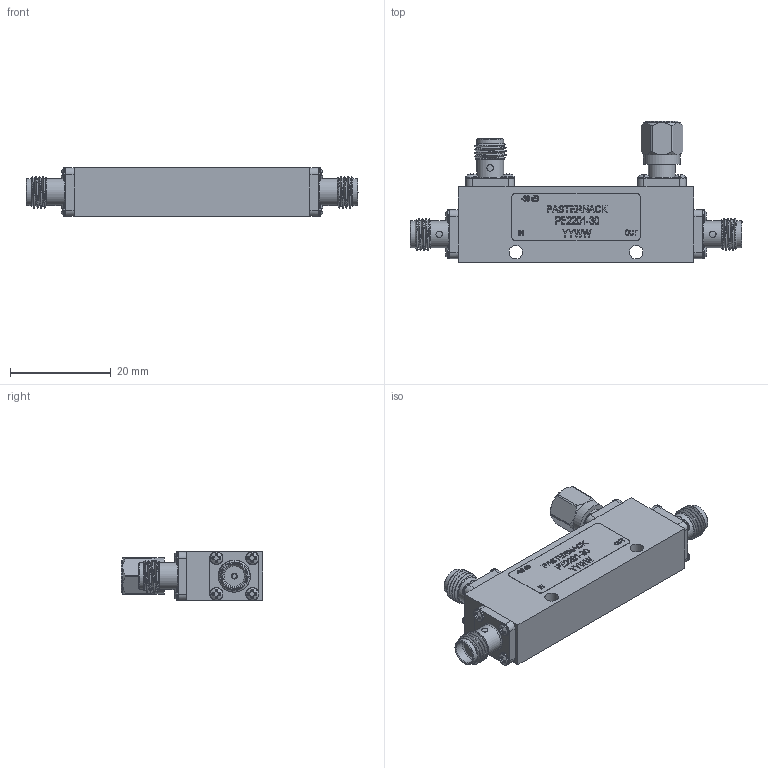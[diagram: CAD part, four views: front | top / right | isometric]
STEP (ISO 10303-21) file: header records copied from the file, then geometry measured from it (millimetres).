
FILE_DESCRIPTION (( 'STEP AP203' ), '1' );
FILE_NAME ('PE2201-30.step', '2019-10-24T20:29:52', ( '' ), ( '' ), 'SwSTEP 2.0', 'SolidWorks 2018', '' );
FILE_SCHEMA (( 'CONFIG_CONTROL_DESIGN' ));
Length unit declared in the file: inch
Products named in the file (1): PE2201-30
Bounding box: 65.79 x 27.94 x 9.73 mm (x, y, z)
Volume: 8145.3 mm3; surface area: 4402.8 mm2
Topology: 1 solids, 22 shells, 1113 faces, 2880 edges, 1901 vertices
Faces by surface type: plane 643, bspline 218, cylinder 173, cone 75, torus 4
Full cylindrical faces by diameter (mm): 0.914 x3, 1.016 x1, 1.092 x12, 1.168 x3, 1.27 x4, 1.93 x4, 2.504 x4, 2.591 x12, 2.667 x2, 4.521 x3, 5.08 x4, 5.334 x7, 6.35 x1, 7.29 x1
Entity records: 52369 total; most frequent: CARTESIAN_POINT 28054, ORIENTED_EDGE 5496, DIRECTION 3883, EDGE_CURVE 2748, VERTEX_POINT 1863, LINE 1455, VECTOR 1455, EDGE_LOOP 1317
